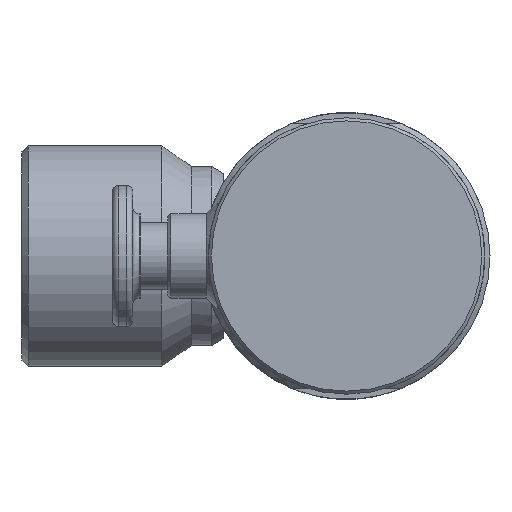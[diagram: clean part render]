
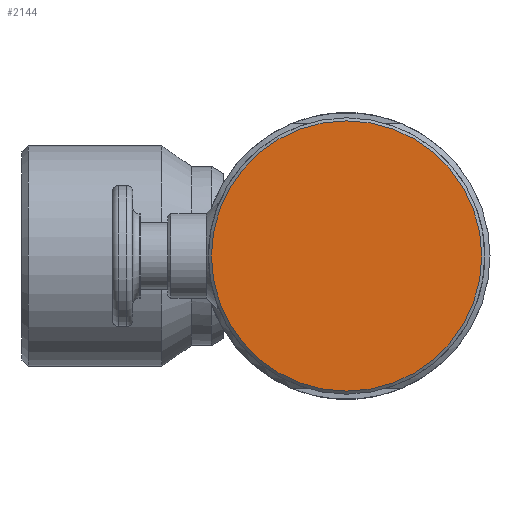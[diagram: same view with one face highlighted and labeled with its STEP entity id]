
A CAD part, left-side view. The second image highlights one B-rep face of the part: STEP entity #2144.
In plain terms, the highlighted planar face has unit normal (-1, 0, 0).
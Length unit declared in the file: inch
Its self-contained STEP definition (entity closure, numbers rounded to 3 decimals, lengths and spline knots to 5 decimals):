
#462=PLANE($,#2379);
#583=FACE_OUTER_BOUND($,#748,.T.);
#748=EDGE_LOOP($,(#1941));
#878=CIRCLE($,#2380,0.6715);
#1109=VERTEX_POINT($,#3847);
#1400=EDGE_CURVE($,#1109,#1109,#878,.T.);
#1941=ORIENTED_EDGE($,*,*,#1400,.F.);
#2144=ADVANCED_FACE($,(#583),#462,.T.);
#2379=AXIS2_PLACEMENT_3D($,#3846,#2963,#2964);
#2380=AXIS2_PLACEMENT_3D($,#3848,#2965,#2966);
#2963=DIRECTION('center_axis',(-1.,0.,0.));
#2964=DIRECTION('ref_axis',(0.,0.,1.));
#2965=DIRECTION('center_axis',(1.,0.,0.));
#2966=DIRECTION('ref_axis',(0.,1.,0.));
#3846=CARTESIAN_POINT('Origin',(0.,0.33575,0.));
#3847=CARTESIAN_POINT('',(0.,0.6715,0.));
#3848=CARTESIAN_POINT('Origin',(0.,0.,0.));
